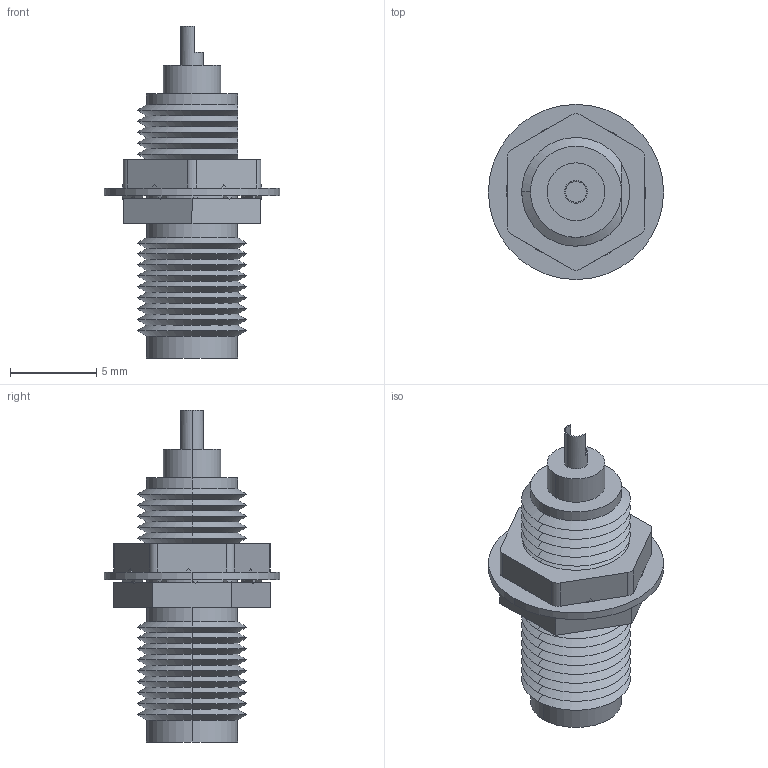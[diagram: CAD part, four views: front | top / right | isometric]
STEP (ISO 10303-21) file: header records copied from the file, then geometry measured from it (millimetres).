
FILE_DESCRIPTION (( 'STEP AP203' ), '1' );
FILE_NAME ('BAC16.STEP', '2006-06-30T19:28:18', ( ' ' ), ( ' ' ), 'SwSTEP 2.0', 'SolidWorks 2005354', '' );
FILE_SCHEMA (( 'CONFIG_CONTROL_DESIGN' ));
Length unit declared in the file: inch
Products named in the file (4): BAC16; 3AA03-002; 3AA02-002
Assembly tree (3 placements, depth 2):
  BAC16
    3AA03-002
    3AA02-002
    BAC16
Bounding box: 10.16 x 10.16 x 19.25 mm (x, y, z)
Volume: 450.6 mm3; surface area: 894.1 mm2
Topology: 3 solids, 3 shells, 260 faces, 656 edges, 408 vertices
Faces by surface type: plane 155, cone 64, cylinder 41
Entity records: 8187 total; most frequent: CARTESIAN_POINT 1542, ORIENTED_EDGE 1312, DIRECTION 1293, EDGE_CURVE 656, VECTOR 447, LINE 447, AXIS2_PLACEMENT_3D 423, VERTEX_POINT 408
